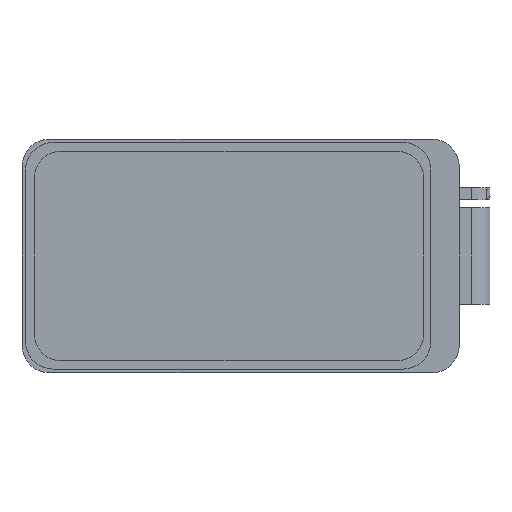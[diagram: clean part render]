
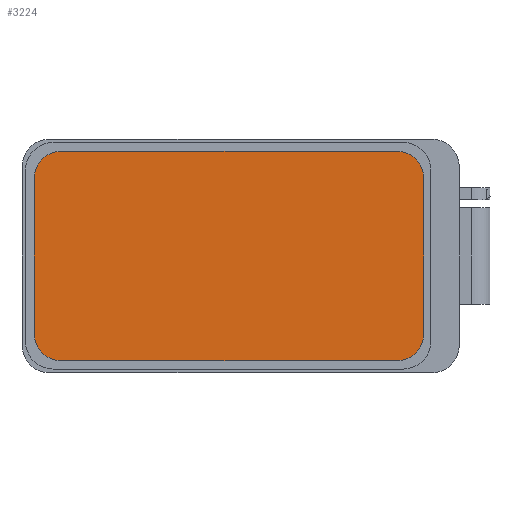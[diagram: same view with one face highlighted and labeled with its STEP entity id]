
A CAD part, front view. The second image highlights one B-rep face of the part: STEP entity #3224.
In plain terms, the highlighted planar face has unit normal (0, -1, 0).
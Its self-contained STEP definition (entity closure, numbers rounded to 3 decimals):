
#144=PLANE('',#3418);
#314=FACE_OUTER_BOUND('',#468,.T.);
#468=EDGE_LOOP('',(#2881,#2882,#2883,#2884,#2885,#2886,#2887,#2888));
#503=CIRCLE('',#3414,2.3);
#504=CIRCLE('',#3415,2.3);
#505=CIRCLE('',#3416,2.3);
#506=CIRCLE('',#3417,2.3);
#893=LINE('',#5353,#1284);
#894=LINE('',#5357,#1285);
#895=LINE('',#5361,#1286);
#896=LINE('',#5364,#1287);
#1284=VECTOR('',#4155,1000.);
#1285=VECTOR('',#4158,1000.);
#1286=VECTOR('',#4161,1000.);
#1287=VECTOR('',#4164,1000.);
#1589=VERTEX_POINT('',#5349);
#1590=VERTEX_POINT('',#5350);
#1591=VERTEX_POINT('',#5352);
#1592=VERTEX_POINT('',#5354);
#1593=VERTEX_POINT('',#5356);
#1594=VERTEX_POINT('',#5358);
#1595=VERTEX_POINT('',#5360);
#1596=VERTEX_POINT('',#5362);
#2029=EDGE_CURVE('',#1589,#1590,#503,.F.);
#2030=EDGE_CURVE('',#1591,#1589,#893,.T.);
#2031=EDGE_CURVE('',#1592,#1591,#504,.F.);
#2032=EDGE_CURVE('',#1593,#1592,#894,.T.);
#2033=EDGE_CURVE('',#1594,#1593,#505,.F.);
#2034=EDGE_CURVE('',#1595,#1594,#895,.T.);
#2035=EDGE_CURVE('',#1596,#1595,#506,.F.);
#2036=EDGE_CURVE('',#1590,#1596,#896,.T.);
#2881=ORIENTED_EDGE('',*,*,#2030,.T.);
#2882=ORIENTED_EDGE('',*,*,#2029,.T.);
#2883=ORIENTED_EDGE('',*,*,#2036,.T.);
#2884=ORIENTED_EDGE('',*,*,#2035,.T.);
#2885=ORIENTED_EDGE('',*,*,#2034,.T.);
#2886=ORIENTED_EDGE('',*,*,#2033,.T.);
#2887=ORIENTED_EDGE('',*,*,#2032,.T.);
#2888=ORIENTED_EDGE('',*,*,#2031,.T.);
#3224=ADVANCED_FACE('',(#314),#144,.F.);
#3414=AXIS2_PLACEMENT_3D('',#5351,#4153,#4154);
#3415=AXIS2_PLACEMENT_3D('',#5355,#4156,#4157);
#3416=AXIS2_PLACEMENT_3D('',#5359,#4159,#4160);
#3417=AXIS2_PLACEMENT_3D('',#5363,#4162,#4163);
#3418=AXIS2_PLACEMENT_3D('',#5365,#4165,#4166);
#4153=DIRECTION('center_axis',(0.,1.,0.));
#4154=DIRECTION('ref_axis',(-1.,0.,0.));
#4155=DIRECTION('',(1.,0.,0.));
#4156=DIRECTION('center_axis',(0.,1.,0.));
#4157=DIRECTION('ref_axis',(-1.,0.,0.));
#4158=DIRECTION('',(0.,0.,-1.));
#4159=DIRECTION('center_axis',(0.,1.,0.));
#4160=DIRECTION('ref_axis',(-1.,0.,0.));
#4161=DIRECTION('',(-1.,0.,0.));
#4162=DIRECTION('center_axis',(0.,1.,0.));
#4163=DIRECTION('ref_axis',(-1.,0.,0.));
#4164=DIRECTION('',(0.,0.,1.));
#4165=DIRECTION('center_axis',(0.,1.,0.));
#4166=DIRECTION('ref_axis',(-1.,0.,0.));
#5349=CARTESIAN_POINT('',(31.05,-0.06,1.));
#5350=CARTESIAN_POINT('',(33.35,-0.06,3.3));
#5351=CARTESIAN_POINT('Origin',(31.05,-0.06,3.3));
#5352=CARTESIAN_POINT('',(3.3,-0.06,1.));
#5353=CARTESIAN_POINT('',(31.05,-0.06,1.));
#5354=CARTESIAN_POINT('',(1.,-0.06,3.3));
#5355=CARTESIAN_POINT('Origin',(3.3,-0.06,3.3));
#5356=CARTESIAN_POINT('',(1.,-0.06,16.09));
#5357=CARTESIAN_POINT('',(1.,-0.06,16.09));
#5358=CARTESIAN_POINT('',(3.3,-0.06,18.39));
#5359=CARTESIAN_POINT('Origin',(3.3,-0.06,16.09));
#5360=CARTESIAN_POINT('',(31.05,-0.06,18.39));
#5361=CARTESIAN_POINT('',(3.3,-0.06,18.39));
#5362=CARTESIAN_POINT('',(33.35,-0.06,16.09));
#5363=CARTESIAN_POINT('Origin',(31.05,-0.06,16.09));
#5364=CARTESIAN_POINT('',(33.35,-0.06,16.09));
#5365=CARTESIAN_POINT('Origin',(33.98,-0.06,17.09));
